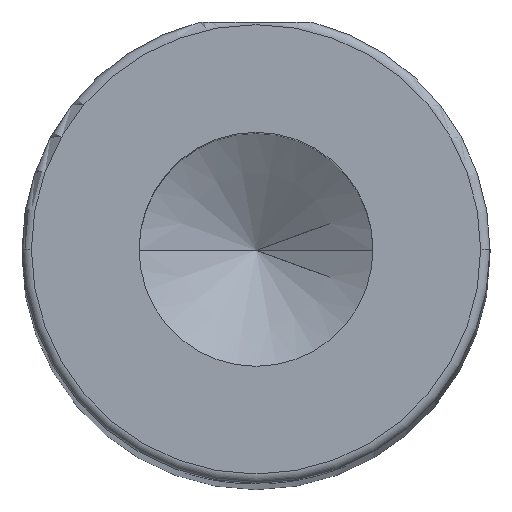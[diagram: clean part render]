
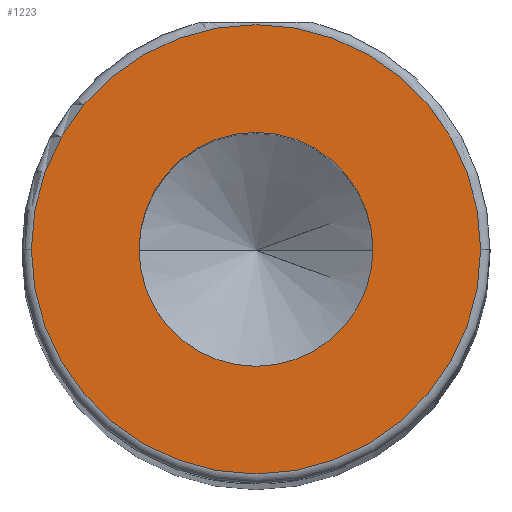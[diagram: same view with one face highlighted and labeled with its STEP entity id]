
A CAD part, top view. The second image highlights one B-rep face of the part: STEP entity #1223.
In plain terms, the highlighted planar face has unit normal (0, 0, 1).
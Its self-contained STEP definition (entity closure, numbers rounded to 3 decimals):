
#82 = EDGE_CURVE ( 'NONE', #555, #743, #527, .T. ) ;
#104 = DIRECTION ( 'NONE',  ( 1., 0., 0. ) ) ;
#138 = EDGE_CURVE ( 'NONE', #1289, #1175, #362, .T. ) ;
#314 = ORIENTED_EDGE ( 'NONE', *, *, #405, .T. ) ;
#334 = CARTESIAN_POINT ( 'NONE',  ( 0., 0., 40. ) ) ;
#340 = CARTESIAN_POINT ( 'NONE',  ( 4.8, 0., 40. ) ) ;
#347 = EDGE_LOOP ( 'NONE', ( #469, #314 ) ) ;
#362 = CIRCLE ( 'NONE', #804, 4.8 ) ;
#379 = AXIS2_PLACEMENT_3D ( 'NONE', #386, #1085, #495 ) ;
#386 = CARTESIAN_POINT ( 'NONE',  ( 0., 0., 40. ) ) ;
#389 = EDGE_CURVE ( 'NONE', #743, #555, #721, .T. ) ;
#405 = EDGE_CURVE ( 'NONE', #1175, #1289, #951, .T. ) ;
#437 = DIRECTION ( 'NONE',  ( 1., 0., 0. ) ) ;
#440 = DIRECTION ( 'NONE',  ( 0., 0., 1. ) ) ;
#469 = ORIENTED_EDGE ( 'NONE', *, *, #138, .T. ) ;
#479 = AXIS2_PLACEMENT_3D ( 'NONE', #490, #1173, #589 ) ;
#490 = CARTESIAN_POINT ( 'NONE',  ( 0., 0., 40. ) ) ;
#495 = DIRECTION ( 'NONE',  ( 1., 0., 0. ) ) ;
#514 = AXIS2_PLACEMENT_3D ( 'NONE', #1227, #440, #842 ) ;
#527 = CIRCLE ( 'NONE', #1143, 2.5 ) ;
#541 = CARTESIAN_POINT ( 'NONE',  ( -4.8, 0., 40. ) ) ;
#546 = ORIENTED_EDGE ( 'NONE', *, *, #82, .F. ) ;
#555 = VERTEX_POINT ( 'NONE', #1205 ) ;
#589 = DIRECTION ( 'NONE',  ( 1., 0., 0. ) ) ;
#721 = CIRCLE ( 'NONE', #479, 2.5 ) ;
#726 = DIRECTION ( 'NONE',  ( 0., 0., 1. ) ) ;
#743 = VERTEX_POINT ( 'NONE', #878 ) ;
#747 = PLANE ( 'NONE',  #514 ) ;
#800 = FACE_OUTER_BOUND ( 'NONE', #347, .T. ) ;
#804 = AXIS2_PLACEMENT_3D ( 'NONE', #334, #1027, #437 ) ;
#842 = DIRECTION ( 'NONE',  ( 1., 0., 0. ) ) ;
#878 = CARTESIAN_POINT ( 'NONE',  ( 2.5, 0., 40. ) ) ;
#951 = CIRCLE ( 'NONE', #379, 4.8 ) ;
#1027 = DIRECTION ( 'NONE',  ( 0., 0., 1. ) ) ;
#1085 = DIRECTION ( 'NONE',  ( 0., 0., 1. ) ) ;
#1095 = FACE_BOUND ( 'NONE', #1190, .T. ) ;
#1143 = AXIS2_PLACEMENT_3D ( 'NONE', #1316, #726, #104 ) ;
#1173 = DIRECTION ( 'NONE',  ( 0., 0., 1. ) ) ;
#1175 = VERTEX_POINT ( 'NONE', #541 ) ;
#1190 = EDGE_LOOP ( 'NONE', ( #1247, #546 ) ) ;
#1205 = CARTESIAN_POINT ( 'NONE',  ( -2.5, 0., 40. ) ) ;
#1223 = ADVANCED_FACE ( 'NONE', ( #1095, #800 ), #747, .T. ) ;
#1227 = CARTESIAN_POINT ( 'NONE',  ( 0., 0., 40. ) ) ;
#1247 = ORIENTED_EDGE ( 'NONE', *, *, #389, .F. ) ;
#1289 = VERTEX_POINT ( 'NONE', #340 ) ;
#1316 = CARTESIAN_POINT ( 'NONE',  ( 0., 0., 40. ) ) ;
